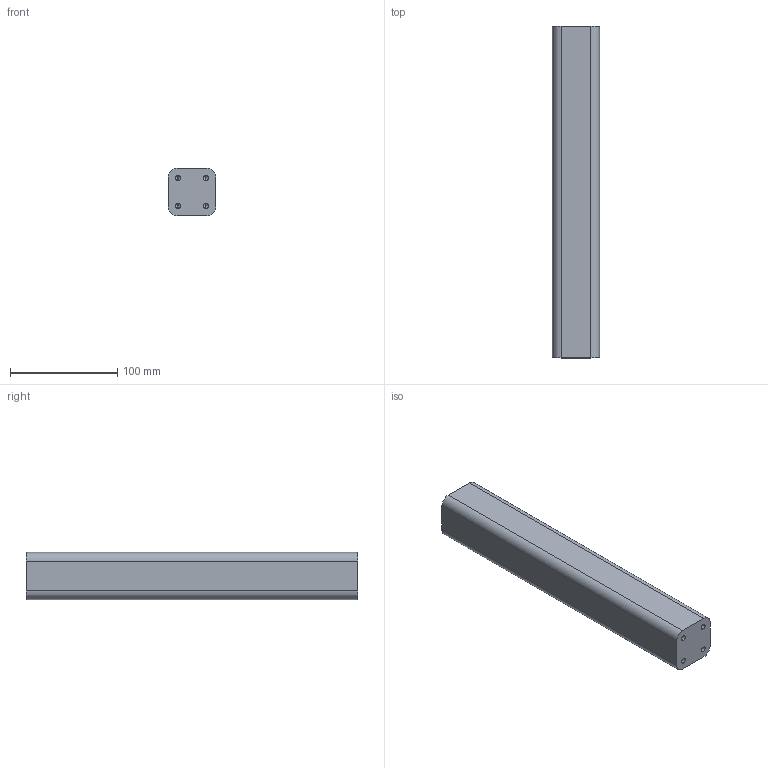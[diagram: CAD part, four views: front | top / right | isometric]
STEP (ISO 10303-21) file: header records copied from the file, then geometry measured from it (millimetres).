
FILE_DESCRIPTION (( 'STEP AP203' ), '1' );
FILE_NAME ('底盘与上盘连接件.STEP', '2025-06-27T18:10:35', ( '' ), ( '' ), 'SwSTEP 2.0', 'SolidWorks 2024', '' );
FILE_SCHEMA (( 'CONFIG_CONTROL_DESIGN' ));
Length unit declared in the file: millimetre
Products named in the file (1): 底盘与上盘连接件
Bounding box: 44 x 310 x 44 mm (x, y, z)
Volume: 578481.4 mm3; surface area: 57267.8 mm2
Topology: 1 solids, 1 shells, 30 faces, 74 edges, 41 vertices
Faces by surface type: cylinder 14, cone 10, plane 6
Entity records: 893 total; most frequent: DIRECTION 154, CARTESIAN_POINT 136, ORIENTED_EDGE 128, EDGE_CURVE 64, AXIS2_PLACEMENT_3D 59, VERTEX_POINT 41, VECTOR 36, LINE 36
